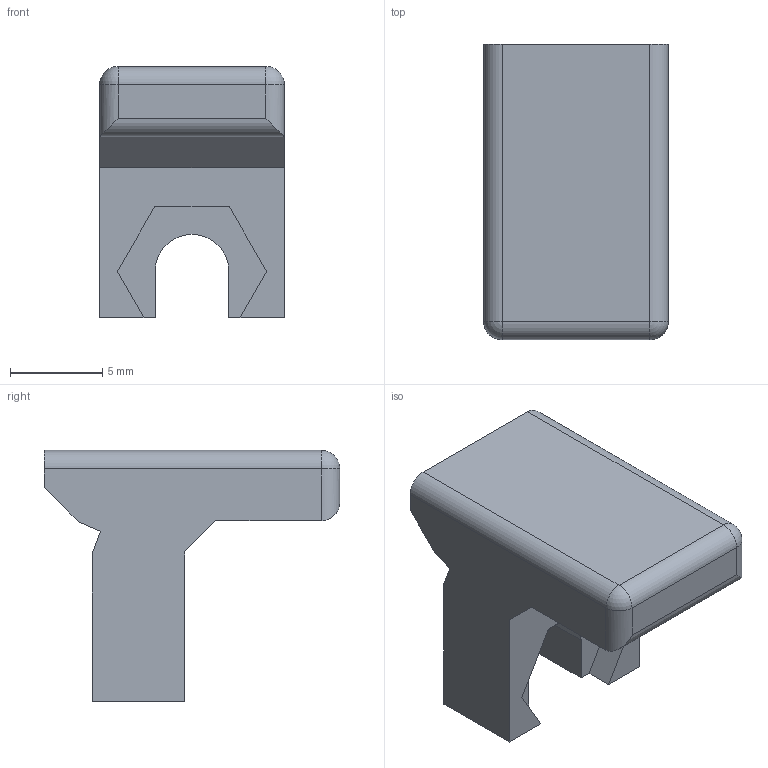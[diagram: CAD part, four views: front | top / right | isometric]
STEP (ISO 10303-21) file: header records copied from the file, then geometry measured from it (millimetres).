
FILE_DESCRIPTION( ( '' ), ' ' );
FILE_NAME( '5c7029ce18ac1d1b4b39e6c1.step', '2019-02-22T16:56:47', ( '' ), ( '' ), ' ', ' ', ' ' );
FILE_SCHEMA( ( 'AUTOMOTIVE_DESIGN { 1 0 10303 214 1 1 1 1 }' ) );
Length unit declared in the file: metre
Products named in the file (1): Part 1
Bounding box: 10 x 16 x 13.6 mm (x, y, z)
Volume: 906.6 mm3; surface area: 984.7 mm2
Topology: 1 solids, 1 shells, 39 faces, 101 edges, 62 vertices
Faces by surface type: plane 26, cylinder 11, sphere 2
Full cylindrical faces by diameter (mm): 1.2 x4
Entity records: 1429 total; most frequent: DIRECTION 191, CARTESIAN_POINT 189, ORIENTED_EDGE 182, EDGE_CURVE 91, LINE 71, VECTOR 71, AXIS2_PLACEMENT_3D 60, VERTEX_POINT 58
